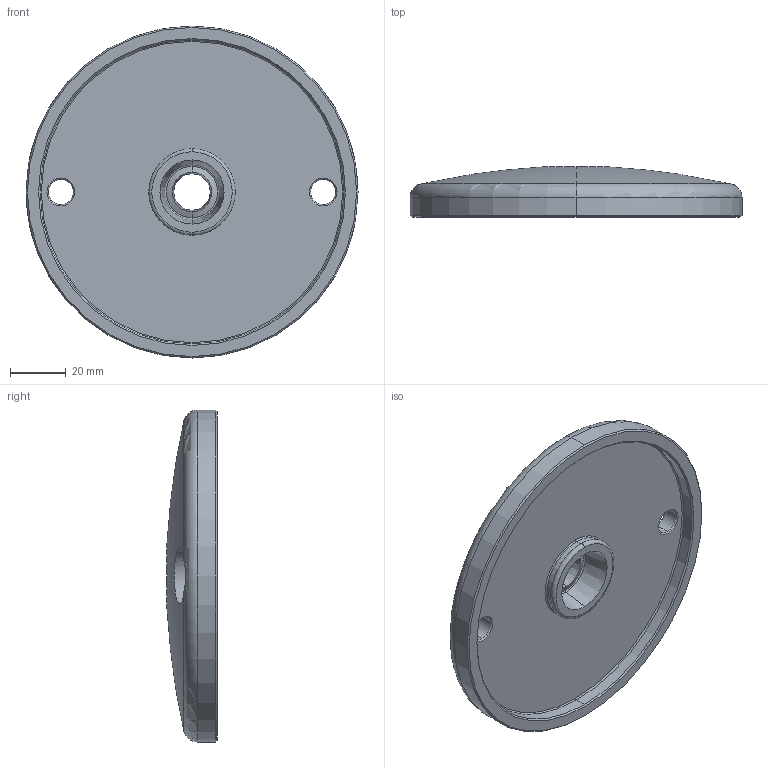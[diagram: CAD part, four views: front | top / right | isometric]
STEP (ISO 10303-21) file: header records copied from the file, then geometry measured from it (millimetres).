
FILE_DESCRIPTION (( 'STEP AP214' ), '1' );
FILE_NAME ('098a120eb.STEP', '2014-08-12T09:05:57', ( '' ), ( '' ), 'SwSTEP 2.0', 'SolidWorks 2014', '' );
FILE_SCHEMA (( 'AUTOMOTIVE_DESIGN' ));
Length unit declared in the file: millimetre
Products named in the file (1): 098a120eb
Bounding box: 119 x 18 x 119 mm (x, y, z)
Volume: 110143.4 mm3; surface area: 28760 mm2
Topology: 1 solids, 1 shells, 53 faces, 122 edges, 72 vertices
Faces by surface type: cone 18, cylinder 16, torus 12, plane 5, sphere 2
Entity records: 1706 total; most frequent: CARTESIAN_POINT 416, DIRECTION 300, ORIENTED_EDGE 244, AXIS2_PLACEMENT_3D 134, EDGE_CURVE 122, CIRCLE 80, VERTEX_POINT 72, EDGE_LOOP 60
